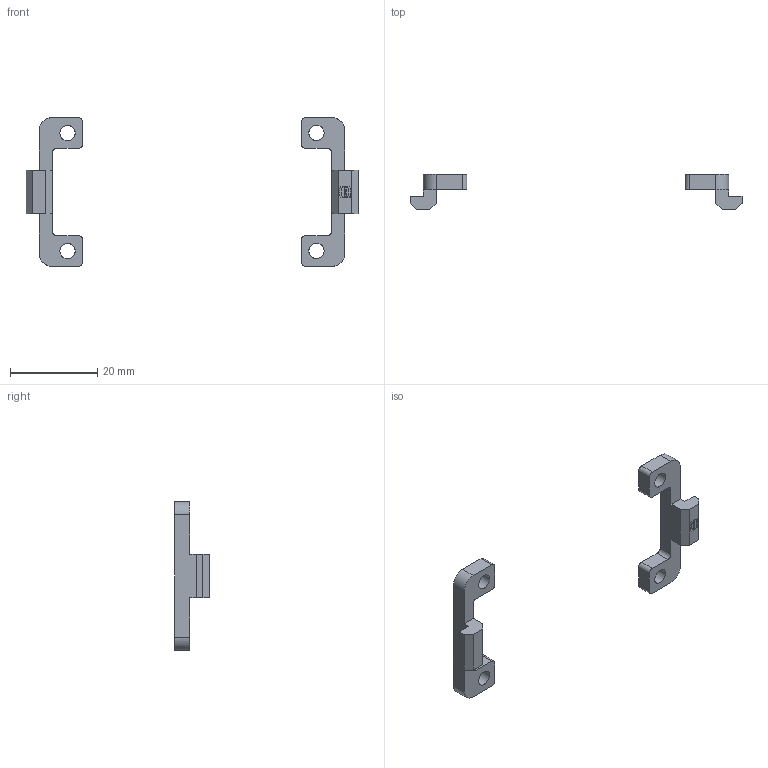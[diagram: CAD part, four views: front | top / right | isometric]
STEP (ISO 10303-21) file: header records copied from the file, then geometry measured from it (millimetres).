
FILE_DESCRIPTION(( 'HARTING HARTING HARTING HARTING HARTING HARTING HARTING HARTING HARTING', 'This Document is valid for Parts No. 09 33 000 9984'),'2;1');
FILE_NAME('MD_09330009984_R000001.stp', '2003-08-05T14:09:25',('ITIS-3'),('HARTING KGaA, D-32339 Espelkamp'), 'I-DEAS Master Series 9','HP-UNIX','Yes');
FILE_SCHEMA(('AUTOMOTIVE_DESIGN { 1 0 10303 214 0 1 1 1 }'));
Length unit declared in the file: millimetre
Products named in the file (1): Han Snap Adapter
Bounding box: 76 x 8 x 34 mm (x, y, z)
Volume: 1638.6 mm3; surface area: 1890.5 mm2
Topology: 2 solids, 2 shells, 164 faces, 435 edges, 290 vertices
Faces by surface type: bspline 164
Entity records: 4760 total; most frequent: CARTESIAN_POINT 2112, ORIENTED_EDGE 870, EDGE_CURVE 435, VERTEX_POINT 290, B_SPLINE_CURVE_WITH_KNOTS 193, EDGE_LOOP 187, QUASI_UNIFORM_CURVE 174, FACE_OUTER_BOUND 164
